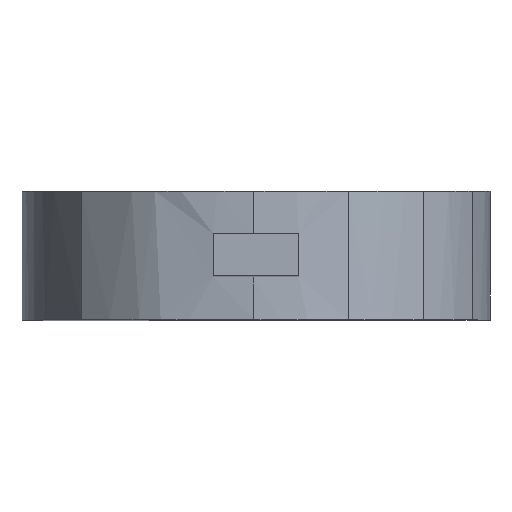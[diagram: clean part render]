
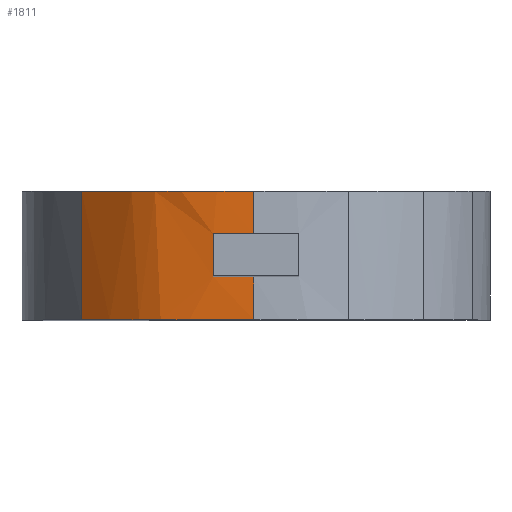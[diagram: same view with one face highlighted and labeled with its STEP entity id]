
A CAD part, top view. The second image highlights one B-rep face of the part: STEP entity #1811.
In plain terms, the highlighted free-form (B-spline) face has degree [3, 1] with [5, 2] control points.
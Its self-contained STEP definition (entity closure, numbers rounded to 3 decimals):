
#45=B_SPLINE_SURFACE_WITH_KNOTS('',3,1,((#2730,#2731),(#2732,#2733),(#2734,
#2735),(#2736,#2737),(#2738,#2739)),.UNSPECIFIED.,.F.,.F.,.F.,(4,1,4),(2,
2),(-0.892,-0.471,0.),(-0.3,0.3),.UNSPECIFIED.);
#129=FACE_OUTER_BOUND('',#231,.T.);
#231=EDGE_LOOP('',(#1340,#1341,#1342,#1343,#1344,#1345,#1346,#1347));
#317=LINE('',#2161,#440);
#319=LINE('',#2176,#442);
#343=LINE('',#2746,#466);
#440=VECTOR('',#1948,10.);
#442=VECTOR('',#1950,10.);
#466=VECTOR('',#1976,10.);
#555=B_SPLINE_CURVE_WITH_KNOTS('',3,(#2106,#2107,#2108,#2109),
 .UNSPECIFIED.,.F.,.F.,(4,4),(-0.191,0.),.UNSPECIFIED.);
#558=B_SPLINE_CURVE_WITH_KNOTS('',3,(#2132,#2133,#2134,#2135),
 .UNSPECIFIED.,.F.,.F.,(4,4),(-0.237,-0.05),
 .UNSPECIFIED.);
#560=B_SPLINE_CURVE_WITH_KNOTS('',3,(#2144,#2145,#2146,#2147),
 .UNSPECIFIED.,.F.,.F.,(4,4),(-0.25,-0.05),.UNSPECIFIED.);
#567=B_SPLINE_CURVE_WITH_KNOTS('',3,(#2203,#2204,#2205,#2206,#2207),
 .UNSPECIFIED.,.F.,.F.,(4,1,4),(0.,0.471,0.892),
 .UNSPECIFIED.);
#619=B_SPLINE_CURVE_WITH_KNOTS('',3,(#2741,#2742,#2743,#2744,#2745),
 .UNSPECIFIED.,.F.,.F.,(4,1,4),(-0.892,-0.471,0.),
 .UNSPECIFIED.);
#717=VERTEX_POINT('',#2104);
#718=VERTEX_POINT('',#2105);
#724=VERTEX_POINT('',#2130);
#725=VERTEX_POINT('',#2131);
#727=VERTEX_POINT('',#2160);
#730=VERTEX_POINT('',#2170);
#735=VERTEX_POINT('',#2202);
#790=VERTEX_POINT('',#2740);
#907=EDGE_CURVE('',#717,#718,#555,.T.);
#915=EDGE_CURVE('',#724,#725,#558,.T.);
#919=EDGE_CURVE('',#725,#717,#560,.T.);
#921=EDGE_CURVE('',#727,#724,#317,.T.);
#925=EDGE_CURVE('',#718,#730,#319,.T.);
#930=EDGE_CURVE('',#727,#735,#567,.T.);
#1005=EDGE_CURVE('',#790,#730,#619,.T.);
#1006=EDGE_CURVE('',#735,#790,#343,.T.);
#1340=ORIENTED_EDGE('',*,*,#907,.T.);
#1341=ORIENTED_EDGE('',*,*,#925,.T.);
#1342=ORIENTED_EDGE('',*,*,#1005,.F.);
#1343=ORIENTED_EDGE('',*,*,#1006,.F.);
#1344=ORIENTED_EDGE('',*,*,#930,.F.);
#1345=ORIENTED_EDGE('',*,*,#921,.T.);
#1346=ORIENTED_EDGE('',*,*,#915,.T.);
#1347=ORIENTED_EDGE('',*,*,#919,.T.);
#1811=ADVANCED_FACE('',(#129),#45,.T.);
#1948=DIRECTION('',(0.,1.,0.));
#1950=DIRECTION('',(0.,1.,0.));
#1976=DIRECTION('',(0.,1.,0.));
#2104=CARTESIAN_POINT('',(11.125,1.,30.374));
#2105=CARTESIAN_POINT('',(13.022,1.,30.528));
#2106=CARTESIAN_POINT('Ctrl Pts',(11.125,1.,30.374));
#2107=CARTESIAN_POINT('Ctrl Pts',(11.748,1.,30.446));
#2108=CARTESIAN_POINT('Ctrl Pts',(12.385,1.,30.487));
#2109=CARTESIAN_POINT('Ctrl Pts',(13.022,1.,30.528));
#2130=CARTESIAN_POINT('',(13.022,-1.,30.528));
#2131=CARTESIAN_POINT('',(11.125,-1.,30.374));
#2132=CARTESIAN_POINT('Ctrl Pts',(13.022,-1.,30.528));
#2133=CARTESIAN_POINT('Ctrl Pts',(12.385,-1.,30.487));
#2134=CARTESIAN_POINT('Ctrl Pts',(11.748,-1.,30.446));
#2135=CARTESIAN_POINT('Ctrl Pts',(11.125,-1.,30.374));
#2144=CARTESIAN_POINT('Ctrl Pts',(11.125,-1.,30.374));
#2145=CARTESIAN_POINT('Ctrl Pts',(11.125,-0.333,30.374));
#2146=CARTESIAN_POINT('Ctrl Pts',(11.125,0.333,30.374));
#2147=CARTESIAN_POINT('Ctrl Pts',(11.125,1.,30.374));
#2160=CARTESIAN_POINT('',(13.022,-3.,30.528));
#2161=CARTESIAN_POINT('',(13.022,0.,30.528));
#2170=CARTESIAN_POINT('',(13.022,3.,30.528));
#2176=CARTESIAN_POINT('',(13.022,0.,30.528));
#2202=CARTESIAN_POINT('',(4.988,-3.,27.223));
#2203=CARTESIAN_POINT('Ctrl Pts',(13.022,-3.,30.528));
#2204=CARTESIAN_POINT('Ctrl Pts',(11.403,-3.,30.424));
#2205=CARTESIAN_POINT('Ctrl Pts',(8.339,-3.,30.228));
#2206=CARTESIAN_POINT('Ctrl Pts',(6.062,-3.,28.186));
#2207=CARTESIAN_POINT('Ctrl Pts',(4.988,-3.,27.223));
#2730=CARTESIAN_POINT('Ctrl Pts',(4.988,-3.,27.223));
#2731=CARTESIAN_POINT('Ctrl Pts',(4.988,3.,27.223));
#2732=CARTESIAN_POINT('Ctrl Pts',(6.062,-3.,28.186));
#2733=CARTESIAN_POINT('Ctrl Pts',(6.062,3.,28.186));
#2734=CARTESIAN_POINT('Ctrl Pts',(8.339,-3.,30.228));
#2735=CARTESIAN_POINT('Ctrl Pts',(8.339,3.,30.228));
#2736=CARTESIAN_POINT('Ctrl Pts',(11.403,-3.,30.424));
#2737=CARTESIAN_POINT('Ctrl Pts',(11.403,3.,30.424));
#2738=CARTESIAN_POINT('Ctrl Pts',(13.022,-3.,30.528));
#2739=CARTESIAN_POINT('Ctrl Pts',(13.022,3.,30.528));
#2740=CARTESIAN_POINT('',(4.988,3.,27.223));
#2741=CARTESIAN_POINT('Ctrl Pts',(4.988,3.,27.223));
#2742=CARTESIAN_POINT('Ctrl Pts',(6.062,3.,28.186));
#2743=CARTESIAN_POINT('Ctrl Pts',(8.339,3.,30.228));
#2744=CARTESIAN_POINT('Ctrl Pts',(11.403,3.,30.424));
#2745=CARTESIAN_POINT('Ctrl Pts',(13.022,3.,30.528));
#2746=CARTESIAN_POINT('',(4.988,0.,27.223));
